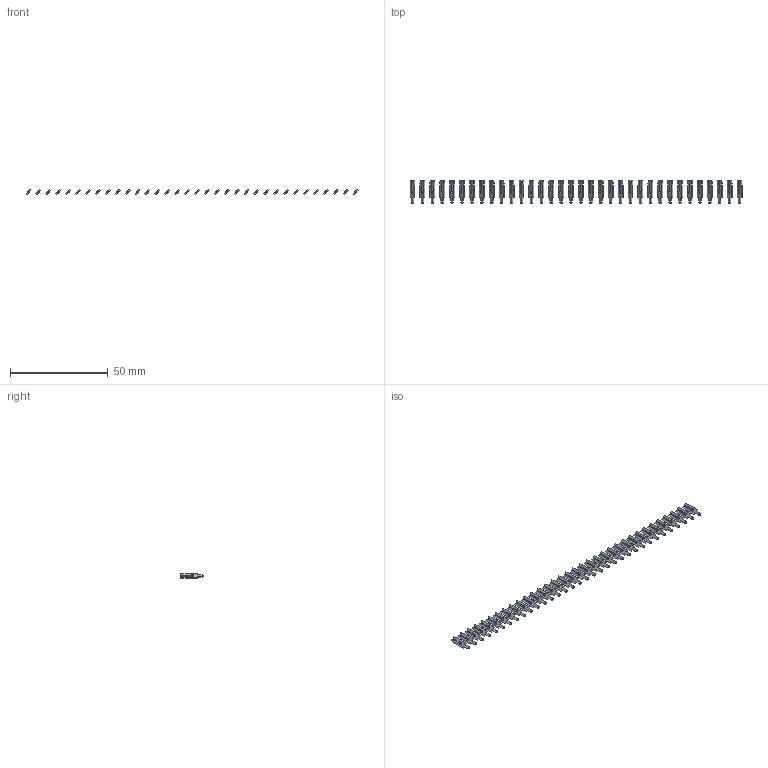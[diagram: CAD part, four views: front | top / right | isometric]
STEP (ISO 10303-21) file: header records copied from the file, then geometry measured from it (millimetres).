
FILE_DESCRIPTION (( 'STEP AP203' ), '1' );
FILE_NAME ('106-034-250-200.STEP', '2020-04-16T19:50:52', ( '' ), ( '' ), 'SwSTEP 2.0', 'SolidWorks 2016', '' );
FILE_SCHEMA (( 'CONFIG_CONTROL_DESIGN' ));
Length unit declared in the file: inch
Products named in the file (2): 100-290-001_100-290-250; 106-034-250-200
Assembly tree (34 placements, depth 2):
  106-034-250-200
    100-290-001_100-290-250  x34
Bounding box: 170.17 x 11.48 x 2.53 mm (x, y, z)
Volume: 530.6 mm3; surface area: 2493.9 mm2
Topology: 34 solids, 34 shells, 816 faces, 2244 edges, 1496 vertices
Faces by surface type: plane 680, cylinder 136
Entity records: 2014 total; most frequent: DIRECTION 192, CARTESIAN_POINT 183, ORIENTED_EDGE 132, CALENDAR_DATE 78, COORDINATED_UNIVERSAL_TIME_OFFSET 78, LOCAL_TIME 78, DATE_AND_TIME 78, AXIS2_PLACEMENT_3D 69
